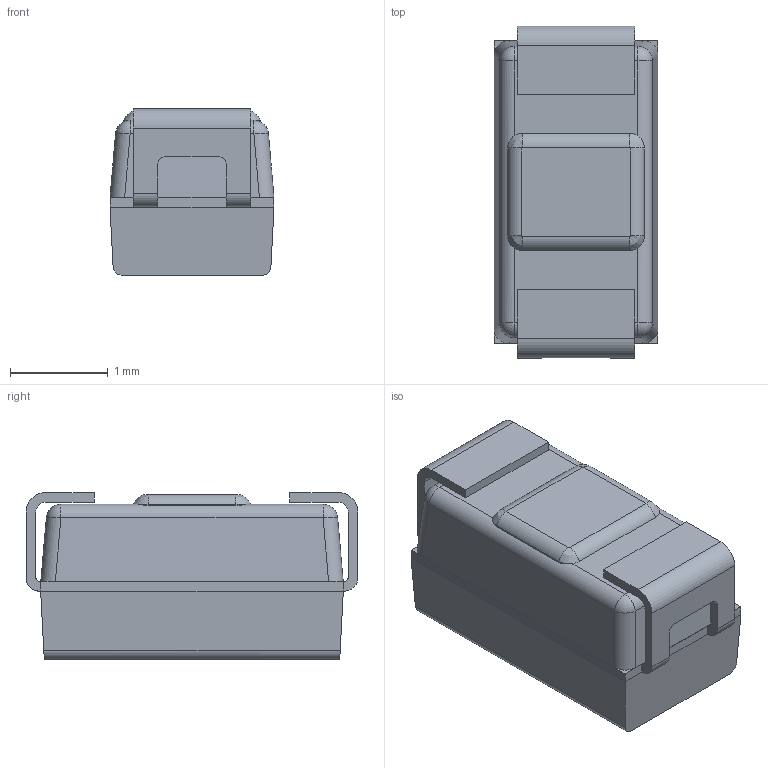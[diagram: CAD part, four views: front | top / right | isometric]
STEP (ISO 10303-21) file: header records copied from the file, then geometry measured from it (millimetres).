
FILE_DESCRIPTION((''),'2;1');
FILE_NAME('THJA105K025RJN.stp','2007-06-04T10:15:53',('matousekr'),(''),'Autodesk Inventor 11','Autodesk Inventor 11','');
FILE_SCHEMA(('AUTOMOTIVE_DESIGN { 1 0 10303 214 1 1 1 1 }'));
Length unit declared in the file: millimetre
Products named in the file (1): THJA105K025RJN
Bounding box: 1.68 x 3.4 x 1.71 mm (x, y, z)
Volume: 8.3 mm3; surface area: 31.3 mm2
Topology: 1 solids, 1 shells, 101 faces, 416 edges, 321 vertices
Faces by surface type: plane 61, cylinder 30, bspline 6, sphere 4
Entity records: 5231 total; most frequent: CARTESIAN_POINT 1593, ORIENTED_EDGE 824, DIRECTION 718, EDGE_CURVE 412, VERTEX_POINT 321, VECTOR 282, LINE 282, AXIS2_PLACEMENT_3D 218
